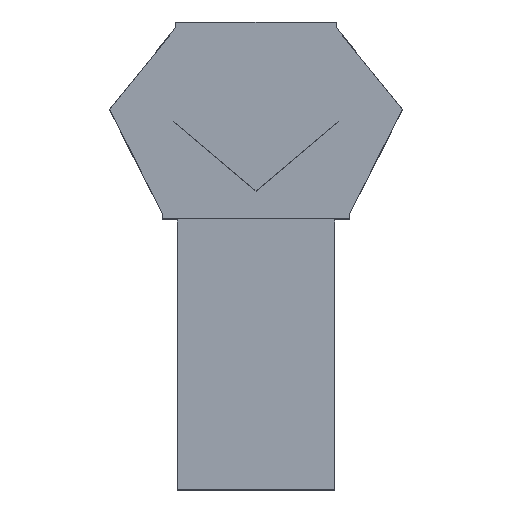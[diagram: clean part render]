
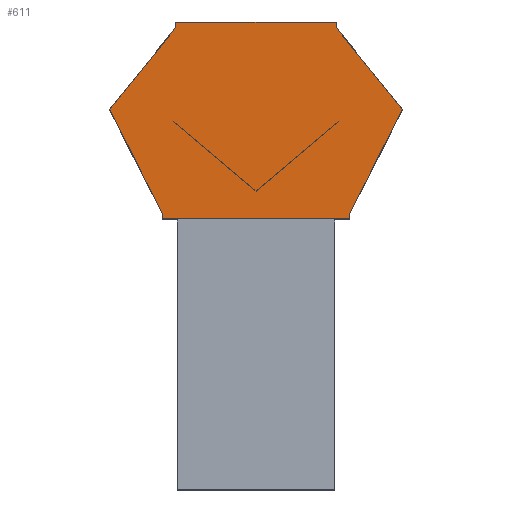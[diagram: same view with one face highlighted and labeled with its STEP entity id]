
A CAD part, top view. The second image highlights one B-rep face of the part: STEP entity #611.
In plain terms, the highlighted planar face has unit normal (0, 0, 1).
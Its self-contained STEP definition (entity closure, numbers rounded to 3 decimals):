
#55 = EDGE_LOOP ( 'NONE', ( #508, #945, #1383, #246, #546, #164, #505, #715, #674, #512 ) ) ;
#75 = CARTESIAN_POINT ( 'NONE',  ( -415.514, -460.205, 820. ) ) ;
#78 = CARTESIAN_POINT ( 'NONE',  ( -356.737, 362.15, 820. ) ) ;
#85 = CARTESIAN_POINT ( 'NONE',  ( -415.514, -485.205, 820. ) ) ;
#96 = VECTOR ( 'NONE', #1330, 1000. ) ;
#100 = VERTEX_POINT ( 'NONE', #1127 ) ;
#118 = EDGE_CURVE ( 'NONE', #1370, #314, #269, .T. ) ;
#146 = VERTEX_POINT ( 'NONE', #85 ) ;
#153 = VERTEX_POINT ( 'NONE', #447 ) ;
#163 = EDGE_CURVE ( 'NONE', #617, #281, #243, .T. ) ;
#164 = ORIENTED_EDGE ( 'NONE', *, *, #163, .T. ) ;
#173 = VERTEX_POINT ( 'NONE', #78 ) ;
#197 = LINE ( 'NONE', #264, #571 ) ;
#200 = EDGE_CURVE ( 'NONE', #314, #617, #609, .T. ) ;
#226 = CARTESIAN_POINT ( 'NONE',  ( -415.514, -460.205, 820. ) ) ;
#239 = VERTEX_POINT ( 'NONE', #75 ) ;
#243 = LINE ( 'NONE', #336, #321 ) ;
#246 = ORIENTED_EDGE ( 'NONE', *, *, #118, .T. ) ;
#264 = CARTESIAN_POINT ( 'NONE',  ( -356.737, 387.15, 820. ) ) ;
#269 = LINE ( 'NONE', #1229, #828 ) ;
#281 = VERTEX_POINT ( 'NONE', #988 ) ;
#285 = EDGE_CURVE ( 'NONE', #100, #153, #636, .T. ) ;
#314 = VERTEX_POINT ( 'NONE', #743 ) ;
#321 = VECTOR ( 'NONE', #1347, 1000. ) ;
#336 = CARTESIAN_POINT ( 'NONE',  ( 650., 0., 820. ) ) ;
#339 = VECTOR ( 'NONE', #560, 1000. ) ;
#425 = DIRECTION ( 'NONE',  ( 0., 0., 1. ) ) ;
#433 = CARTESIAN_POINT ( 'NONE',  ( 356.737, 387.15, 820. ) ) ;
#439 = DIRECTION ( 'NONE',  ( 0., 1., 0. ) ) ;
#440 = CARTESIAN_POINT ( 'NONE',  ( -650., 0., 820. ) ) ;
#447 = CARTESIAN_POINT ( 'NONE',  ( 356.737, 387.85, 820. ) ) ;
#464 = PLANE ( 'NONE',  #502 ) ;
#486 = DIRECTION ( 'NONE',  ( 0., -1., 0. ) ) ;
#497 = LINE ( 'NONE', #440, #1101 ) ;
#499 = CARTESIAN_POINT ( 'NONE',  ( -356.737, 387.85, 820. ) ) ;
#502 = AXIS2_PLACEMENT_3D ( 'NONE', #1206, #425, #1226 ) ;
#505 = ORIENTED_EDGE ( 'NONE', *, *, #566, .F. ) ;
#507 = VECTOR ( 'NONE', #486, 1000. ) ;
#508 = ORIENTED_EDGE ( 'NONE', *, *, #1221, .T. ) ;
#512 = ORIENTED_EDGE ( 'NONE', *, *, #1323, .T. ) ;
#518 = DIRECTION ( 'NONE',  ( 0.454, -0.891, 0. ) ) ;
#546 = ORIENTED_EDGE ( 'NONE', *, *, #200, .T. ) ;
#560 = DIRECTION ( 'NONE',  ( -0.629, -0.777, 0. ) ) ;
#566 = EDGE_CURVE ( 'NONE', #153, #281, #1264, .T. ) ;
#571 = VECTOR ( 'NONE', #1118, 1000. ) ;
#609 = LINE ( 'NONE', #944, #96 ) ;
#611 = ADVANCED_FACE ( 'NONE', ( #1405 ), #464, .T. ) ;
#615 = CARTESIAN_POINT ( 'NONE',  ( -650., 0., 820. ) ) ;
#617 = VERTEX_POINT ( 'NONE', #834 ) ;
#636 = LINE ( 'NONE', #499, #1356 ) ;
#639 = VECTOR ( 'NONE', #1318, 1000. ) ;
#671 = LINE ( 'NONE', #226, #507 ) ;
#674 = ORIENTED_EDGE ( 'NONE', *, *, #1277, .T. ) ;
#715 = ORIENTED_EDGE ( 'NONE', *, *, #285, .F. ) ;
#743 = CARTESIAN_POINT ( 'NONE',  ( 415.514, -460.205, 820. ) ) ;
#755 = DIRECTION ( 'NONE',  ( 1., 0., 0. ) ) ;
#758 = EDGE_CURVE ( 'NONE', #239, #146, #671, .T. ) ;
#806 = VERTEX_POINT ( 'NONE', #615 ) ;
#828 = VECTOR ( 'NONE', #439, 1000. ) ;
#834 = CARTESIAN_POINT ( 'NONE',  ( 650., 0., 820. ) ) ;
#898 = CARTESIAN_POINT ( 'NONE',  ( -650., 0., 820. ) ) ;
#899 = EDGE_CURVE ( 'NONE', #146, #1370, #1029, .T. ) ;
#915 = DIRECTION ( 'NONE',  ( 0., -1., 0. ) ) ;
#928 = CARTESIAN_POINT ( 'NONE',  ( 415.514, -485.205, 820. ) ) ;
#944 = CARTESIAN_POINT ( 'NONE',  ( 650., 0., 820. ) ) ;
#945 = ORIENTED_EDGE ( 'NONE', *, *, #758, .T. ) ;
#988 = CARTESIAN_POINT ( 'NONE',  ( 356.737, 362.15, 820. ) ) ;
#1029 = LINE ( 'NONE', #1386, #639 ) ;
#1101 = VECTOR ( 'NONE', #518, 1000. ) ;
#1118 = DIRECTION ( 'NONE',  ( 0., -1., 0. ) ) ;
#1123 = VECTOR ( 'NONE', #915, 1000. ) ;
#1127 = CARTESIAN_POINT ( 'NONE',  ( -356.737, 387.85, 820. ) ) ;
#1206 = CARTESIAN_POINT ( 'NONE',  ( 0., 0., 820. ) ) ;
#1221 = EDGE_CURVE ( 'NONE', #806, #239, #497, .T. ) ;
#1226 = DIRECTION ( 'NONE',  ( 1., 0., 0. ) ) ;
#1229 = CARTESIAN_POINT ( 'NONE',  ( 415.514, -485.205, 820. ) ) ;
#1264 = LINE ( 'NONE', #433, #1123 ) ;
#1277 = EDGE_CURVE ( 'NONE', #100, #173, #197, .T. ) ;
#1309 = LINE ( 'NONE', #898, #339 ) ;
#1318 = DIRECTION ( 'NONE',  ( 1., 0., 0. ) ) ;
#1323 = EDGE_CURVE ( 'NONE', #173, #806, #1309, .T. ) ;
#1330 = DIRECTION ( 'NONE',  ( 0.454, 0.891, 0. ) ) ;
#1347 = DIRECTION ( 'NONE',  ( -0.629, 0.777, 0. ) ) ;
#1356 = VECTOR ( 'NONE', #755, 1000. ) ;
#1370 = VERTEX_POINT ( 'NONE', #928 ) ;
#1383 = ORIENTED_EDGE ( 'NONE', *, *, #899, .T. ) ;
#1386 = CARTESIAN_POINT ( 'NONE',  ( -415.514, -485.205, 820. ) ) ;
#1405 = FACE_OUTER_BOUND ( 'NONE', #55, .T. ) ;
